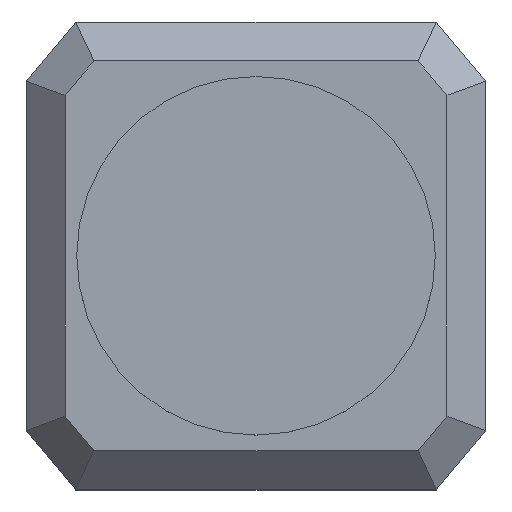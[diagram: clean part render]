
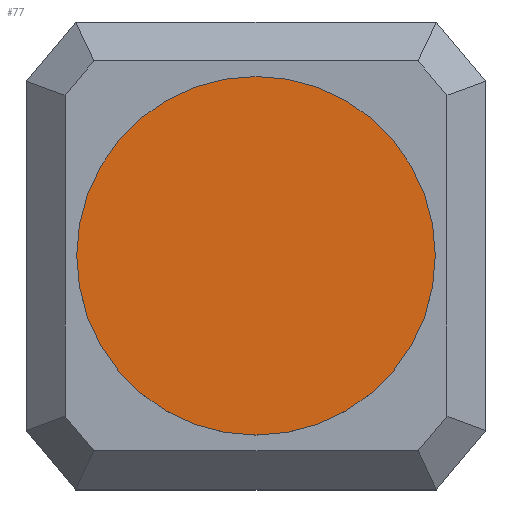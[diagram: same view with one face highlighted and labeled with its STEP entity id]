
A CAD part, top view. The second image highlights one B-rep face of the part: STEP entity #77.
In plain terms, the highlighted planar face has unit normal (0, 0, 1).
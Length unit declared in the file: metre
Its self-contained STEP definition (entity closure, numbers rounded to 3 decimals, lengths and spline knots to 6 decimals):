
#77 = ADVANCED_FACE( '', ( #171 ), #172, .T. );
#171 = FACE_OUTER_BOUND( '', #280, .T. );
#172 = PLANE( '', #281 );
#280 = EDGE_LOOP( '', ( #430 ) );
#281 = AXIS2_PLACEMENT_3D( '', #431, #432, #433 );
#430 = ORIENTED_EDGE( '', *, *, #650, .T. );
#431 = CARTESIAN_POINT( '', ( 0., 0., 0.00245 ) );
#432 = DIRECTION( '', ( 0., 0., 1. ) );
#433 = DIRECTION( '', ( 1., 0., 0. ) );
#650 = EDGE_CURVE( '', #769, #769, #770, .T. );
#769 = VERTEX_POINT( '', #938 );
#770 = CIRCLE( '', #939, 0.0023 );
#938 = CARTESIAN_POINT( '', ( 0.0023, 0., 0.00245 ) );
#939 = AXIS2_PLACEMENT_3D( '', #1156, #1157, #1158 );
#1156 = CARTESIAN_POINT( '', ( 0., 0., 0.00245 ) );
#1157 = DIRECTION( '', ( 0., 0., 1. ) );
#1158 = DIRECTION( '', ( 1., 0., 0. ) );
